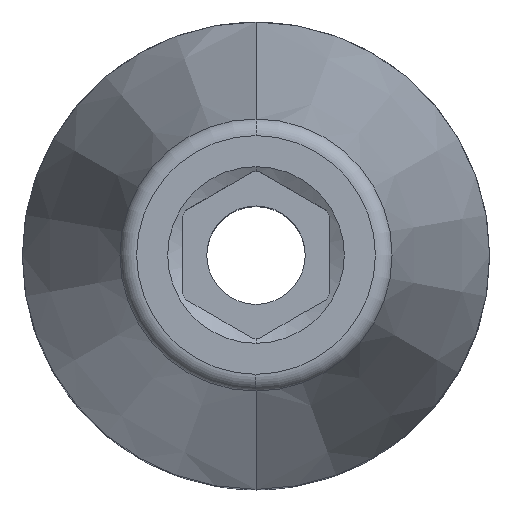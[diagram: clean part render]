
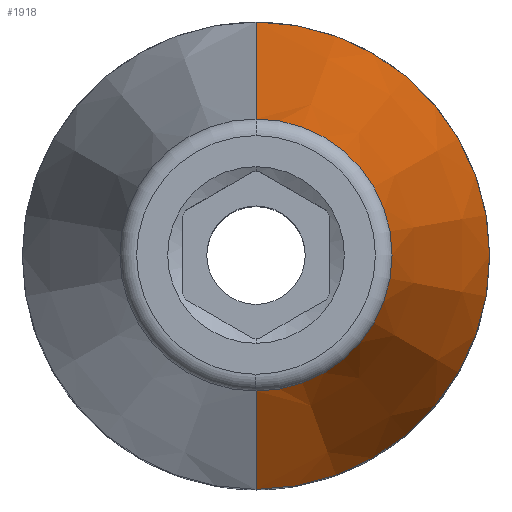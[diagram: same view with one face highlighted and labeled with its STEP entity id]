
A CAD part, top view. The second image highlights one B-rep face of the part: STEP entity #1918.
In plain terms, the highlighted conical face has half-angle 13.955 degrees and reference radius 7.516 mm.
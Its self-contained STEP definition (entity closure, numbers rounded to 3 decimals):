
#219=CARTESIAN_POINT('',(0.,0.,15.5));
#220=DIRECTION('',(0.,0.,1.));
#221=DIRECTION('',(1.,0.,0.));
#222=AXIS2_PLACEMENT_3D('',#219,#220,#221);
#321=CARTESIAN_POINT('',(0.,0.,15.5));
#322=DIRECTION('',(0.,0.,1.));
#323=DIRECTION('',(0.,-1.,0.));
#324=AXIS2_PLACEMENT_3D('',#321,#322,#323);
#885=CARTESIAN_POINT('',(0.,0.,31.469));
#886=DIRECTION('',(0.,0.,1.));
#887=DIRECTION('',(0.,-1.,0.));
#888=AXIS2_PLACEMENT_3D('',#885,#886,#887);
#890=DIRECTION('',(0.,0.241,-0.97));
#891=VECTOR('',#890,16.454);
#892=CARTESIAN_POINT('',(0.,5.532,
31.469));
#893=LINE('',#892,#891);
#894=DIRECTION('',(0.,-0.241,-0.97));
#895=VECTOR('',#894,16.454);
#896=CARTESIAN_POINT('',(0.,-5.532,
31.469));
#897=LINE('',#896,#895);
#1059=CARTESIAN_POINT('',(0.,9.5,15.5));
#1061=VERTEX_POINT('',#1059);
#1063=CARTESIAN_POINT('',(0.,-9.5,15.5));
#1064=VERTEX_POINT('',#1063);
#1065=CARTESIAN_POINT('',(9.5,0.,15.5));
#1066=VERTEX_POINT('',#1065);
#1071=CARTESIAN_POINT('',(0.,5.532,31.469));
#1072=CARTESIAN_POINT('',(0.,-5.532,31.469));
#1073=VERTEX_POINT('',#1071);
#1074=VERTEX_POINT('',#1072);
#1904=CARTESIAN_POINT('',(0.,0.,23.484));
#1905=DIRECTION('',(0.,0.,-1.));
#1906=DIRECTION('',(0.,-1.,0.));
#1907=AXIS2_PLACEMENT_3D('',#1904,#1905,#1906);
#1908=CONICAL_SURFACE('',#1907,7.516,13.955);
#1909=ORIENTED_EDGE('',*,*,#1898,.T.);
#1911=ORIENTED_EDGE('',*,*,#1910,.T.);
#1912=ORIENTED_EDGE('',*,*,#1210,.F.);
#1913=ORIENTED_EDGE('',*,*,#1254,.F.);
#1915=ORIENTED_EDGE('',*,*,#1914,.F.);
#1916=EDGE_LOOP('',(#1909,#1911,#1912,#1913,#1915));
#1917=FACE_OUTER_BOUND('',#1916,.F.);
#1918=ADVANCED_FACE('',(#1917),#1908,.T.);
#223=CIRCLE('',#222,9.5);
#325=CIRCLE('',#324,9.5);
#889=CIRCLE('',#888,5.532);
#1210=EDGE_CURVE('',#1066,#1061,#223,.T.);
#1254=EDGE_CURVE('',#1064,#1066,#325,.T.);
#1898=EDGE_CURVE('',#1074,#1073,#889,.T.);
#1910=EDGE_CURVE('',#1073,#1061,#893,.T.);
#1914=EDGE_CURVE('',#1074,#1064,#897,.T.);
